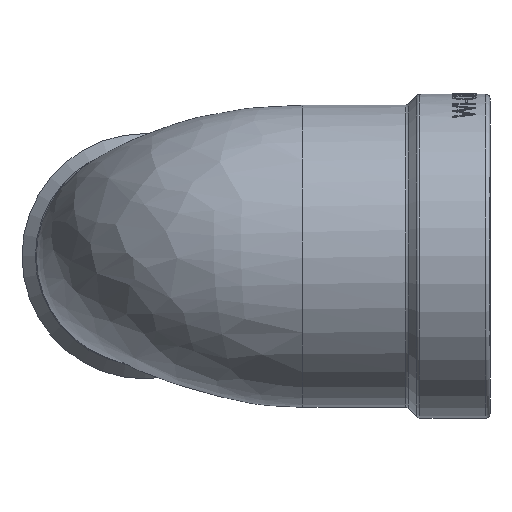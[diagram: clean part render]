
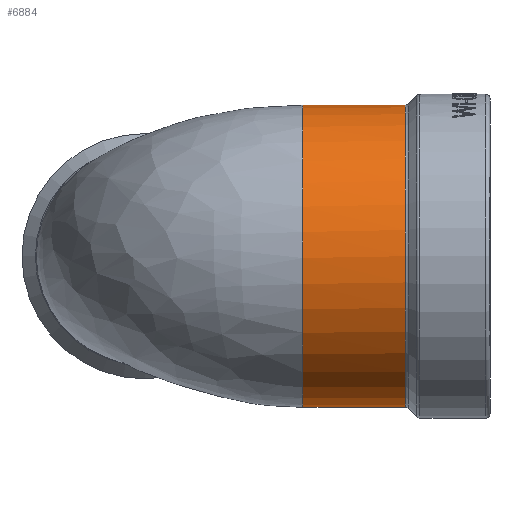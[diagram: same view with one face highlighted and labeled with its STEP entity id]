
A CAD part, left-side view. The second image highlights one B-rep face of the part: STEP entity #6884.
In plain terms, the highlighted cylindrical face has radius 10.5 mm (diameter 21 mm), a full revolution.
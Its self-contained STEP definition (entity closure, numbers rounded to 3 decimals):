
#560 = CARTESIAN_POINT ( 'NONE',  ( 0., 5.874, 0. ) ) ;
#837 = DIRECTION ( 'NONE',  ( 0., 1., 0. ) ) ;
#2705 = FACE_OUTER_BOUND ( 'NONE', #9467, .T. ) ;
#4940 = DIRECTION ( 'NONE',  ( 0., -1., 0. ) ) ;
#5040 = ORIENTED_EDGE ( 'NONE', *, *, #10523, .T. ) ;
#5691 = CIRCLE ( 'NONE', #11767, 10.5 ) ;
#5770 = VERTEX_POINT ( 'NONE', #6886 ) ;
#5906 = CARTESIAN_POINT ( 'NONE',  ( 0., 13., 0. ) ) ;
#5911 = AXIS2_PLACEMENT_3D ( 'NONE', #11646, #4940, #6996 ) ;
#5944 = EDGE_CURVE ( 'NONE', #7943, #7943, #5691, .T. ) ;
#5974 = DIRECTION ( 'NONE',  ( 0., -1., 0. ) ) ;
#6016 = CYLINDRICAL_SURFACE ( 'NONE', #5911, 10.5 ) ;
#6884 = ADVANCED_FACE ( 'NONE', ( #7337, #2705 ), #6016, .T. ) ;
#6886 = CARTESIAN_POINT ( 'NONE',  ( 0., 13., -10.5 ) ) ;
#6996 = DIRECTION ( 'NONE',  ( 0., 0., -1. ) ) ;
#7096 = DIRECTION ( 'NONE',  ( 0., 0., -1. ) ) ;
#7337 = FACE_OUTER_BOUND ( 'NONE', #9673, .T. ) ;
#7943 = VERTEX_POINT ( 'NONE', #12246 ) ;
#9453 = DIRECTION ( 'NONE',  ( 0., 0., 1. ) ) ;
#9467 = EDGE_LOOP ( 'NONE', ( #5040 ) ) ;
#9673 = EDGE_LOOP ( 'NONE', ( #10055 ) ) ;
#10055 = ORIENTED_EDGE ( 'NONE', *, *, #5944, .T. ) ;
#10523 = EDGE_CURVE ( 'NONE', #5770, #5770, #12446, .T. ) ;
#10881 = AXIS2_PLACEMENT_3D ( 'NONE', #5906, #5974, #7096 ) ;
#11646 = CARTESIAN_POINT ( 'NONE',  ( 0., 0., 0. ) ) ;
#11767 = AXIS2_PLACEMENT_3D ( 'NONE', #560, #837, #9453 ) ;
#12246 = CARTESIAN_POINT ( 'NONE',  ( 0., 5.874, 10.5 ) ) ;
#12446 = CIRCLE ( 'NONE', #10881, 10.5 ) ;
